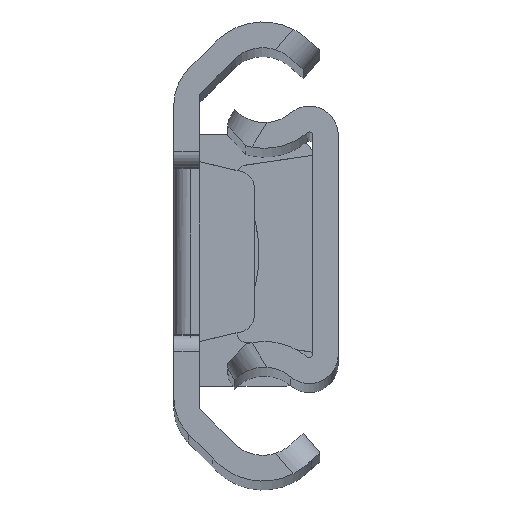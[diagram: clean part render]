
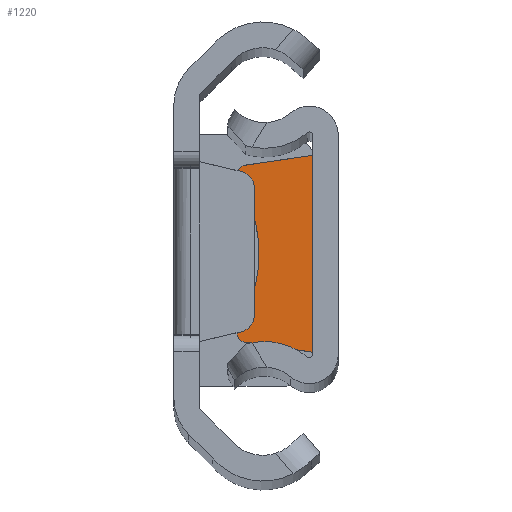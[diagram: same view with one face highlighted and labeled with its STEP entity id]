
A CAD part, top view. The second image highlights one B-rep face of the part: STEP entity #1220.
In plain terms, the highlighted planar face has unit normal (0, 0, 1).
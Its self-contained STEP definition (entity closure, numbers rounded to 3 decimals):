
#8 = DIRECTION ( 'NONE',  ( 0.989, 0.145, 0. ) ) ;
#42 = ORIENTED_EDGE ( 'NONE', *, *, #63, .F. ) ;
#63 = EDGE_CURVE ( 'NONE', #2102, #2662, #4930, .T. ) ;
#143 = DIRECTION ( 'NONE',  ( -1., 0., 0. ) ) ;
#190 = VERTEX_POINT ( 'NONE', #2385 ) ;
#270 = CARTESIAN_POINT ( 'NONE',  ( -1.5, 5.746, -295.5 ) ) ;
#294 = AXIS2_PLACEMENT_3D ( 'NONE', #4363, #562, #1614 ) ;
#333 = ORIENTED_EDGE ( 'NONE', *, *, #1530, .F. ) ;
#351 = CARTESIAN_POINT ( 'NONE',  ( -1.5, 5.746, -295.5 ) ) ;
#387 = DIRECTION ( 'NONE',  ( 0., 0., -1. ) ) ;
#456 = CARTESIAN_POINT ( 'NONE',  ( -5.9, -4.302, -295.5 ) ) ;
#460 = ORIENTED_EDGE ( 'NONE', *, *, #1313, .F. ) ;
#536 = VECTOR ( 'NONE', #1478, 1000. ) ;
#562 = DIRECTION ( 'NONE',  ( 0., 0., -1. ) ) ;
#695 = CARTESIAN_POINT ( 'NONE',  ( -5.9, 4.668, -295.5 ) ) ;
#790 = EDGE_CURVE ( 'NONE', #4540, #2102, #4785, .T. ) ;
#835 = VECTOR ( 'NONE', #8, 1000. ) ;
#852 = DIRECTION ( 'NONE',  ( 0., 0., -1. ) ) ;
#905 = CARTESIAN_POINT ( 'NONE',  ( -5.9, 4.302, -295.5 ) ) ;
#1041 = VERTEX_POINT ( 'NONE', #2275 ) ;
#1059 = ORIENTED_EDGE ( 'NONE', *, *, #3085, .F. ) ;
#1060 = ORIENTED_EDGE ( 'NONE', *, *, #4451, .F. ) ;
#1097 = AXIS2_PLACEMENT_3D ( 'NONE', #3594, #2052, #143 ) ;
#1220 = ADVANCED_FACE ( 'NONE', ( #3193 ), #1274, .F. ) ;
#1274 = PLANE ( 'NONE',  #1097 ) ;
#1284 = CARTESIAN_POINT ( 'NONE',  ( -5.473, -5.163, -295.5 ) ) ;
#1311 = DIRECTION ( 'NONE',  ( -1., 0., 0. ) ) ;
#1313 = EDGE_CURVE ( 'NONE', #190, #4790, #2642, .T. ) ;
#1335 = DIRECTION ( 'NONE',  ( 0., 1., 0. ) ) ;
#1400 = EDGE_CURVE ( 'NONE', #2347, #1041, #2393, .T. ) ;
#1478 = DIRECTION ( 'NONE',  ( 0., 1., 0. ) ) ;
#1530 = EDGE_CURVE ( 'NONE', #2781, #3668, #2503, .T. ) ;
#1532 = CARTESIAN_POINT ( 'NONE',  ( -1.5, 5.746, -295.5 ) ) ;
#1614 = DIRECTION ( 'NONE',  ( -1., 0., 0. ) ) ;
#1654 = EDGE_CURVE ( 'NONE', #3612, #2347, #3257, .T. ) ;
#1758 = ORIENTED_EDGE ( 'NONE', *, *, #1654, .F. ) ;
#1861 = CARTESIAN_POINT ( 'NONE',  ( -5.9, 4.668, -295.5 ) ) ;
#1908 = VECTOR ( 'NONE', #1335, 1000. ) ;
#1983 = CARTESIAN_POINT ( 'NONE',  ( -1.5, -5.746, -295.5 ) ) ;
#2052 = DIRECTION ( 'NONE',  ( 0., 0., -1. ) ) ;
#2102 = VERTEX_POINT ( 'NONE', #3629 ) ;
#2162 = ORIENTED_EDGE ( 'NONE', *, *, #1400, .F. ) ;
#2169 = LINE ( 'NONE', #270, #4414 ) ;
#2275 = CARTESIAN_POINT ( 'NONE',  ( -5.816, -4.025, -295.5 ) ) ;
#2347 = VERTEX_POINT ( 'NONE', #456 ) ;
#2385 = CARTESIAN_POINT ( 'NONE',  ( -5.816, 4.025, -295.5 ) ) ;
#2393 = CIRCLE ( 'NONE', #3827, 0.5 ) ;
#2451 = CARTESIAN_POINT ( 'NONE',  ( -5.4, -4.668, -295.5 ) ) ;
#2503 = LINE ( 'NONE', #1284, #3180 ) ;
#2618 = DIRECTION ( 'NONE',  ( 0., -1., 0. ) ) ;
#2642 = CIRCLE ( 'NONE', #3367, 0.5 ) ;
#2662 = VERTEX_POINT ( 'NONE', #1532 ) ;
#2694 = LINE ( 'NONE', #1861, #536 ) ;
#2759 = CARTESIAN_POINT ( 'NONE',  ( -5.9, -4.668, -295.5 ) ) ;
#2781 = VERTEX_POINT ( 'NONE', #1983 ) ;
#2894 = EDGE_CURVE ( 'NONE', #1041, #190, #4952, .T. ) ;
#2943 = DIRECTION ( 'NONE',  ( 0., 0., 1. ) ) ;
#2996 = DIRECTION ( 'NONE',  ( -1., 0., 0. ) ) ;
#3085 = EDGE_CURVE ( 'NONE', #4790, #4540, #2694, .T. ) ;
#3113 = EDGE_LOOP ( 'NONE', ( #42, #4088, #1059, #460, #4403, #2162, #1758, #3536, #333, #1060 ) ) ;
#3175 = CARTESIAN_POINT ( 'NONE',  ( -5.4, -4.302, -295.5 ) ) ;
#3180 = VECTOR ( 'NONE', #3209, 1000. ) ;
#3193 = FACE_OUTER_BOUND ( 'NONE', #3113, .T. ) ;
#3209 = DIRECTION ( 'NONE',  ( -0.989, 0.145, 0. ) ) ;
#3257 = LINE ( 'NONE', #4777, #1908 ) ;
#3330 = CARTESIAN_POINT ( 'NONE',  ( -11.867, 0., -295.5 ) ) ;
#3367 = AXIS2_PLACEMENT_3D ( 'NONE', #4473, #387, #2996 ) ;
#3536 = ORIENTED_EDGE ( 'NONE', *, *, #4797, .F. ) ;
#3594 = CARTESIAN_POINT ( 'NONE',  ( -5.4, 4.668, -295.5 ) ) ;
#3612 = VERTEX_POINT ( 'NONE', #2759 ) ;
#3629 = CARTESIAN_POINT ( 'NONE',  ( -5.473, 5.163, -295.5 ) ) ;
#3668 = VERTEX_POINT ( 'NONE', #4390 ) ;
#3716 = DIRECTION ( 'NONE',  ( 0., 0., -1. ) ) ;
#3827 = AXIS2_PLACEMENT_3D ( 'NONE', #3175, #852, #4237 ) ;
#4004 = DIRECTION ( 'NONE',  ( -1., 0., 0. ) ) ;
#4088 = ORIENTED_EDGE ( 'NONE', *, *, #790, .F. ) ;
#4101 = AXIS2_PLACEMENT_3D ( 'NONE', #2451, #3716, #1311 ) ;
#4237 = DIRECTION ( 'NONE',  ( -1., 0., 0. ) ) ;
#4330 = CIRCLE ( 'NONE', #4101, 0.5 ) ;
#4363 = CARTESIAN_POINT ( 'NONE',  ( -5.4, 4.668, -295.5 ) ) ;
#4390 = CARTESIAN_POINT ( 'NONE',  ( -5.473, -5.163, -295.5 ) ) ;
#4403 = ORIENTED_EDGE ( 'NONE', *, *, #2894, .F. ) ;
#4414 = VECTOR ( 'NONE', #2618, 1000. ) ;
#4451 = EDGE_CURVE ( 'NONE', #2662, #2781, #2169, .T. ) ;
#4473 = CARTESIAN_POINT ( 'NONE',  ( -5.4, 4.302, -295.5 ) ) ;
#4540 = VERTEX_POINT ( 'NONE', #695 ) ;
#4777 = CARTESIAN_POINT ( 'NONE',  ( -5.9, -4.302, -295.5 ) ) ;
#4785 = CIRCLE ( 'NONE', #294, 0.5 ) ;
#4790 = VERTEX_POINT ( 'NONE', #905 ) ;
#4794 = AXIS2_PLACEMENT_3D ( 'NONE', #3330, #2943, #4004 ) ;
#4797 = EDGE_CURVE ( 'NONE', #3668, #3612, #4330, .T. ) ;
#4930 = LINE ( 'NONE', #351, #835 ) ;
#4952 = CIRCLE ( 'NONE', #4794, 7.267 ) ;
